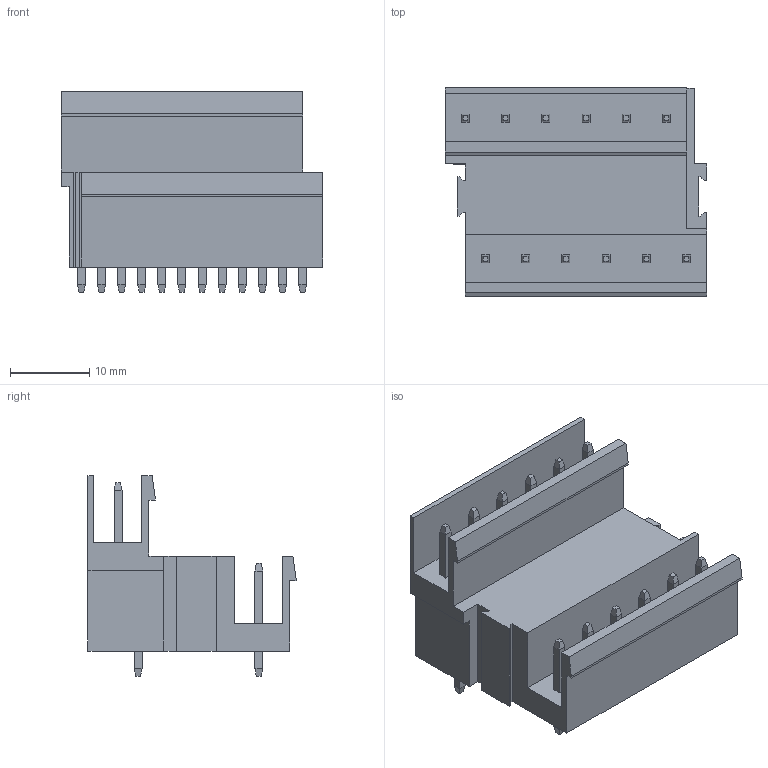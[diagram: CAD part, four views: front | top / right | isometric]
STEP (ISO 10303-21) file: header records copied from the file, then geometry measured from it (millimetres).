
FILE_DESCRIPTION(('CATIA V5 STEP Exchange','CAx-IF Rec.Pracs.--- Model Styling and Organization---1.2---2011-12-15'),'2;1');
FILE_NAME ('D1454956_0_1725690000_1725690000.stp','2018-11-10T04:58:18+00:00',('none'),('Weidmueller'),'CATIA Version 5-6 Release 2014','CATIA V5 STEP AP214','none');
FILE_SCHEMA(('AUTOMOTIVE_DESIGN { 1 0 10303 214 1 1 1 1 }'));
Length unit declared in the file: millimetre
Products named in the file (1): 1725690000
Bounding box: 33.02 x 26.28 x 25.36 mm (x, y, z)
Volume: 8751.5 mm3; surface area: 6062.7 mm2
Topology: 13 solids, 13 shells, 359 faces, 903 edges, 570 vertices
Faces by surface type: plane 311, cylinder 48
Entity records: 9504 total; most frequent: ORIENTED_EDGE 1806, CARTESIAN_POINT 1739, DIRECTION 1145, EDGE_CURVE 903, VECTOR 711, LINE 711, VERTEX_POINT 570, EDGE_LOOP 383
